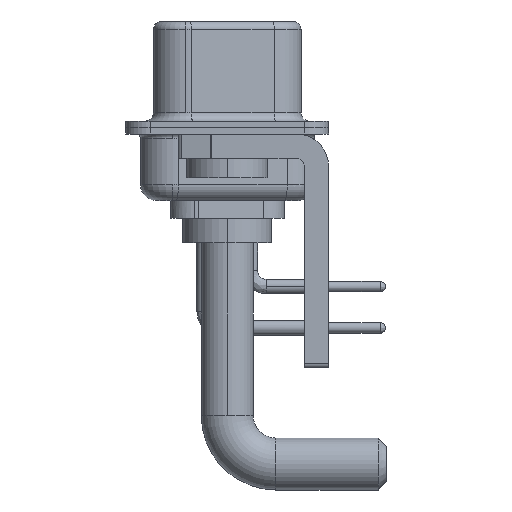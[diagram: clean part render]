
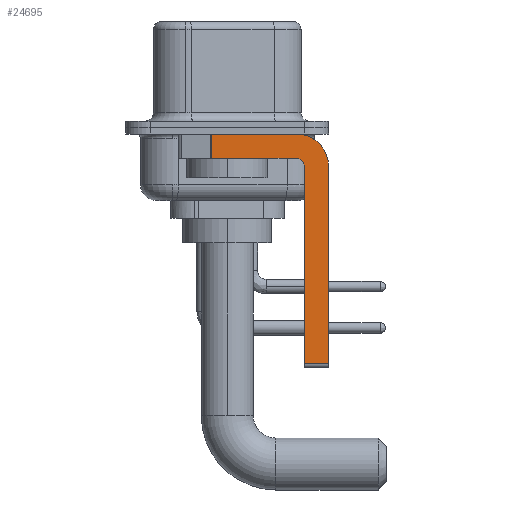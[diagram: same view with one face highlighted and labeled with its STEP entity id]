
A CAD part, left-side view. The second image highlights one B-rep face of the part: STEP entity #24695.
In plain terms, the highlighted planar face has unit normal (-1, 0, 0).
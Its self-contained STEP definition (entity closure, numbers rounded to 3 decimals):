
#50 = DIRECTION ( 'NONE',  ( 0., 0., -1. ) ) ;
#209 = VECTOR ( 'NONE', #9977, 1000. ) ;
#316 = AXIS2_PLACEMENT_3D ( 'NONE', #22725, #24739, #22452 ) ;
#730 = CIRCLE ( 'NONE', #15764, 2. ) ;
#1748 = DIRECTION ( 'NONE',  ( 0., 1., 0. ) ) ;
#2147 = VECTOR ( 'NONE', #5550, 1000. ) ;
#2651 = FACE_OUTER_BOUND ( 'NONE', #12055, .T. ) ;
#3811 = VECTOR ( 'NONE', #10989, 1000. ) ;
#3827 = EDGE_CURVE ( 'NONE', #5000, #19418, #730, .T. ) ;
#4524 = ORIENTED_EDGE ( 'NONE', *, *, #14878, .F. ) ;
#4665 = CARTESIAN_POINT ( 'NONE',  ( -2.9, -4.25, -2.4 ) ) ;
#5000 = VERTEX_POINT ( 'NONE', #15065 ) ;
#5330 = LINE ( 'NONE', #12993, #3811 ) ;
#5414 = CARTESIAN_POINT ( 'NONE',  ( -2.9, 0.978, -1.9 ) ) ;
#5550 = DIRECTION ( 'NONE',  ( 0., 0., -1. ) ) ;
#5671 = CARTESIAN_POINT ( 'NONE',  ( -2.9, -4.25, -1.9 ) ) ;
#6421 = EDGE_CURVE ( 'NONE', #15066, #5000, #5330, .T. ) ;
#7172 = DIRECTION ( 'NONE',  ( 0., 0., 1. ) ) ;
#7222 = CARTESIAN_POINT ( 'NONE',  ( -2.9, -6.25, -2.4 ) ) ;
#7698 = LINE ( 'NONE', #25562, #18917 ) ;
#7759 = ORIENTED_EDGE ( 'NONE', *, *, #15608, .F. ) ;
#8776 = EDGE_CURVE ( 'NONE', #16250, #18221, #15860, .T. ) ;
#8944 = CARTESIAN_POINT ( 'NONE',  ( -2.9, 0.978, -1.9 ) ) ;
#9799 = ORIENTED_EDGE ( 'NONE', *, *, #20170, .F. ) ;
#9977 = DIRECTION ( 'NONE',  ( 0., -1., 0. ) ) ;
#10872 = VECTOR ( 'NONE', #1748, 1000. ) ;
#10989 = DIRECTION ( 'NONE',  ( 0., -1., 0. ) ) ;
#11538 = EDGE_CURVE ( 'NONE', #22706, #17698, #20144, .T. ) ;
#12055 = EDGE_LOOP ( 'NONE', ( #22503, #15305, #12930, #7759, #9799, #18384, #4524, #15444 ) ) ;
#12930 = ORIENTED_EDGE ( 'NONE', *, *, #8776, .F. ) ;
#12993 = CARTESIAN_POINT ( 'NONE',  ( -2.9, 3., -0.4 ) ) ;
#13122 = LINE ( 'NONE', #7222, #20017 ) ;
#14175 = CARTESIAN_POINT ( 'NONE',  ( -2.9, 0.978, -0.4 ) ) ;
#14316 = CARTESIAN_POINT ( 'NONE',  ( -2.9, -6.25, -2.4 ) ) ;
#14508 = CARTESIAN_POINT ( 'NONE',  ( -2.9, -4.75, -2.4 ) ) ;
#14871 = PLANE ( 'NONE',  #26275 ) ;
#14878 = EDGE_CURVE ( 'NONE', #19418, #17698, #13122, .T. ) ;
#15065 = CARTESIAN_POINT ( 'NONE',  ( -2.9, -4.25, -0.4 ) ) ;
#15066 = VERTEX_POINT ( 'NONE', #14175 ) ;
#15266 = CARTESIAN_POINT ( 'NONE',  ( -2.9, -6.25, -14.55 ) ) ;
#15305 = ORIENTED_EDGE ( 'NONE', *, *, #22153, .T. ) ;
#15444 = ORIENTED_EDGE ( 'NONE', *, *, #3827, .F. ) ;
#15608 = EDGE_CURVE ( 'NONE', #17228, #16250, #21364, .T. ) ;
#15764 = AXIS2_PLACEMENT_3D ( 'NONE', #17837, #16458, #50 ) ;
#15860 = LINE ( 'NONE', #5671, #10872 ) ;
#16250 = VERTEX_POINT ( 'NONE', #21359 ) ;
#16458 = DIRECTION ( 'NONE',  ( 1., 0., 0. ) ) ;
#17228 = VERTEX_POINT ( 'NONE', #14508 ) ;
#17392 = DIRECTION ( 'NONE',  ( 0., 0., -1. ) ) ;
#17698 = VERTEX_POINT ( 'NONE', #15266 ) ;
#17837 = CARTESIAN_POINT ( 'NONE',  ( -2.9, -4.25, -2.4 ) ) ;
#18221 = VERTEX_POINT ( 'NONE', #8944 ) ;
#18384 = ORIENTED_EDGE ( 'NONE', *, *, #11538, .T. ) ;
#18917 = VECTOR ( 'NONE', #7172, 1000. ) ;
#19418 = VERTEX_POINT ( 'NONE', #14316 ) ;
#20017 = VECTOR ( 'NONE', #17392, 1000. ) ;
#20144 = LINE ( 'NONE', #24451, #209 ) ;
#20170 = EDGE_CURVE ( 'NONE', #22706, #17228, #7698, .T. ) ;
#21286 = DIRECTION ( 'NONE',  ( 0., 0., -1. ) ) ;
#21359 = CARTESIAN_POINT ( 'NONE',  ( -2.9, -4.25, -1.9 ) ) ;
#21364 = CIRCLE ( 'NONE', #316, 0.5 ) ;
#22153 = EDGE_CURVE ( 'NONE', #15066, #18221, #23807, .T. ) ;
#22278 = CARTESIAN_POINT ( 'NONE',  ( -2.9, -4.75, -14.55 ) ) ;
#22452 = DIRECTION ( 'NONE',  ( 0., 0., 1. ) ) ;
#22503 = ORIENTED_EDGE ( 'NONE', *, *, #6421, .F. ) ;
#22706 = VERTEX_POINT ( 'NONE', #22278 ) ;
#22725 = CARTESIAN_POINT ( 'NONE',  ( -2.9, -4.25, -2.4 ) ) ;
#23451 = DIRECTION ( 'NONE',  ( 1., 0., 0. ) ) ;
#23807 = LINE ( 'NONE', #5414, #2147 ) ;
#24451 = CARTESIAN_POINT ( 'NONE',  ( -2.9, -4.25, -14.55 ) ) ;
#24695 = ADVANCED_FACE ( 'NONE', ( #2651 ), #14871, .F. ) ;
#24739 = DIRECTION ( 'NONE',  ( -1., 0., 0. ) ) ;
#25562 = CARTESIAN_POINT ( 'NONE',  ( -2.9, -4.75, -14.8 ) ) ;
#26275 = AXIS2_PLACEMENT_3D ( 'NONE', #4665, #23451, #21286 ) ;
